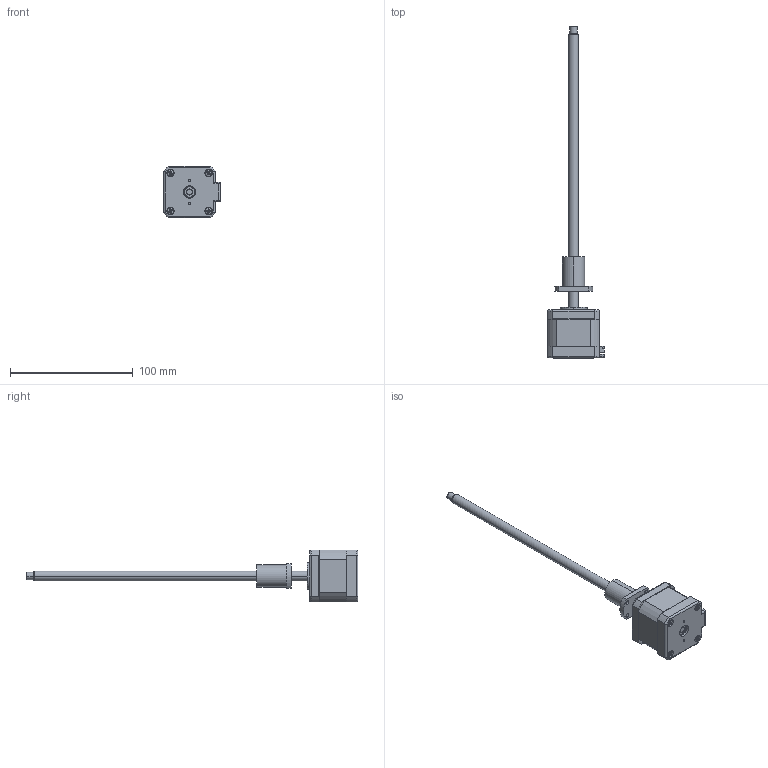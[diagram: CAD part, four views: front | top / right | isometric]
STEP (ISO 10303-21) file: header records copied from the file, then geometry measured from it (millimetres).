
FILE_DESCRIPTION (( 'STEP AP203' ), '1' );
FILE_NAME ('BE172S-B0805-225-FF1-S-200.STEP', '2021-04-26T08:26:24', ( '2012dnd.com' ), ( '2012dnd.com' ), 'SwSTEP 2.0', 'SolidWorks 2014', '' );
FILE_SCHEMA (( 'CONFIG_CONTROL_DESIGN' ));
Length unit declared in the file: millimetre
Products named in the file (1): BE172S-B0805-225-FF1-S-200
Bounding box: 46.2 x 270.3 x 42.2 mm (x, y, z)
Surface area: 23843.4 mm2 (no closed solid volume)
Topology: 0 solids, 19 shells, 276 faces, 978 edges, 697 vertices
Faces by surface type: plane 139, cylinder 76, cone 41, torus 12, sphere 8
Entity records: 11134 total; most frequent: CARTESIAN_POINT 2776, DIRECTION 1682, ORIENTED_EDGE 1575, EDGE_CURVE 978, VERTEX_POINT 697, LINE 572, VECTOR 572, AXIS2_PLACEMENT_3D 555
